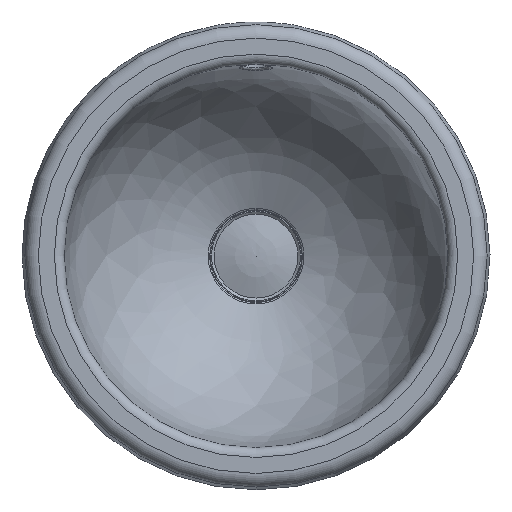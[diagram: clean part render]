
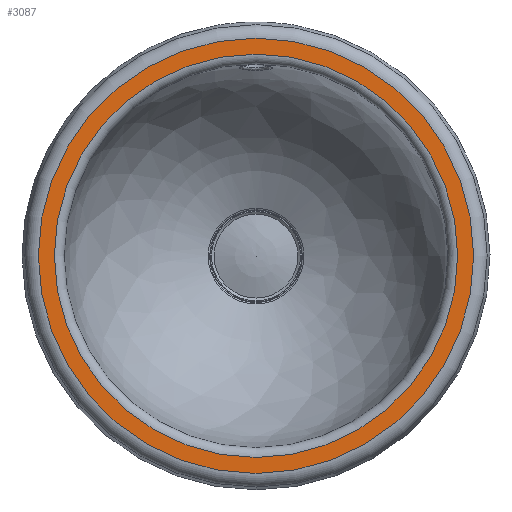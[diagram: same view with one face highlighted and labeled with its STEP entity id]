
A CAD part, top view. The second image highlights one B-rep face of the part: STEP entity #3087.
In plain terms, the highlighted face is planar.
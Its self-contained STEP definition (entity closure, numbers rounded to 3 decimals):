
#3053=CARTESIAN_POINT('',(-144.353,0.,0.0));
#3054=VERTEX_POINT('',#3053);
#3055=CARTESIAN_POINT('',(0.005,0.,0.0));
#3056=DIRECTION('',(0.0,1.0,0.0));
#3057=DIRECTION('',(1.0,0.0,0.0));
#3058=AXIS2_PLACEMENT_3D('',#3055,#3056,#3057);
#3059=CIRCLE('',#3058,144.358);
#3060=EDGE_CURVE('',#3054,#3054,#3059,.T.);
#3068=CARTESIAN_POINT('',(-146.654,0.0,0.0));
#3069=DIRECTION('',(0.0,1.0,0.0));
#3070=DIRECTION('',(0.0,0.0,1.0));
#3071=AXIS2_PLACEMENT_3D('',#3068,#3069,#3070);
#3072=PLANE('',#3071);
#3073=CARTESIAN_POINT('',(-155.807,0.0,0.0));
#3074=VERTEX_POINT('',#3073);
#3075=CARTESIAN_POINT('',(0.005,0.,0.0));
#3076=DIRECTION('',(0.0,1.0,0.0));
#3077=DIRECTION('',(-1.0,0.0,0.0));
#3078=AXIS2_PLACEMENT_3D('',#3075,#3076,#3077);
#3079=CIRCLE('',#3078,155.812);
#3080=EDGE_CURVE('',#3074,#3074,#3079,.T.);
#3081=ORIENTED_EDGE('',*,*,#3080,.T.);
#3082=EDGE_LOOP('',(#3081));
#3083=FACE_OUTER_BOUND('',#3082,.T.);
#3084=ORIENTED_EDGE('',*,*,#3060,.F.);
#3085=EDGE_LOOP('',(#3084));
#3086=FACE_BOUND('',#3085,.T.);
#3087=ADVANCED_FACE('',(#3083,#3086),#3072,.T.);
